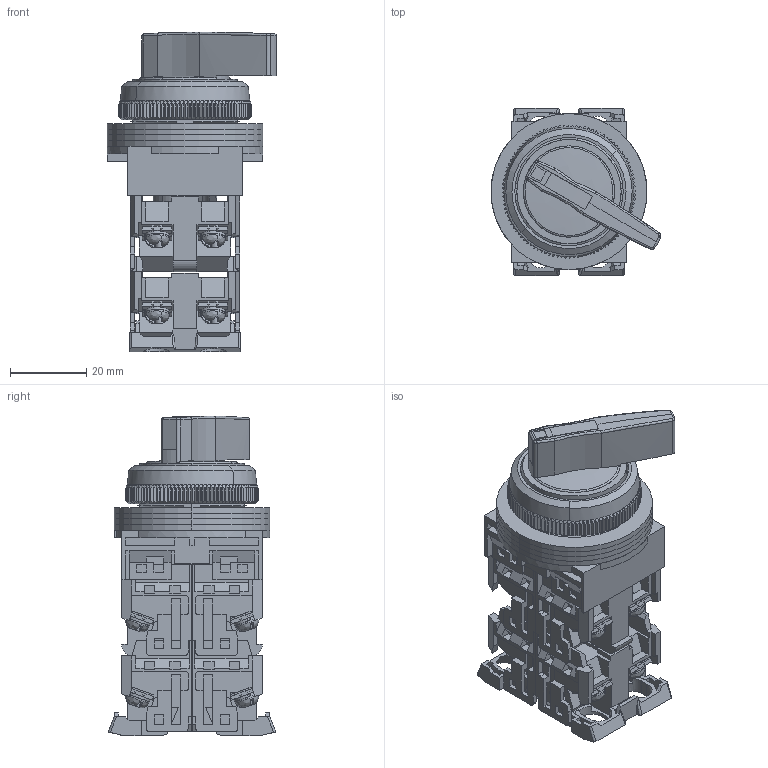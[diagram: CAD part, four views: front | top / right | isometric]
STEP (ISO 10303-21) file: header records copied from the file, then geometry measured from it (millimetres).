
FILE_DESCRIPTION (( 'STEP AP214' ), '1' );
FILE_NAME ('AR30WCR-441CBZC.step', '2018-02-13T18:34:47', ( '' ), ( '' ), 'SwSTEP 2.0', 'SolidWorks 2017', '' );
FILE_SCHEMA (( 'AUTOMOTIVE_DESIGN' ));
Length unit declared in the file: inch
Products named in the file (1): AR30WCR-441CBZC
Bounding box: 44.68 x 44 x 84 mm (x, y, z)
Volume: 52633.4 mm3; surface area: 49901.8 mm2
Topology: 40 solids, 40 shells, 2519 faces, 6998 edges, 4555 vertices
Faces by surface type: plane 1908, cylinder 353, cone 203, bspline 55
Entity records: 116488 total; most frequent: CARTESIAN_POINT 19540, ORIENTED_EDGE 13992, DIRECTION 12215, EDGE_CURVE 6996, LINE 5067, VECTOR 5067, VERTEX_POINT 4555, AXIS2_PLACEMENT_3D 3574
